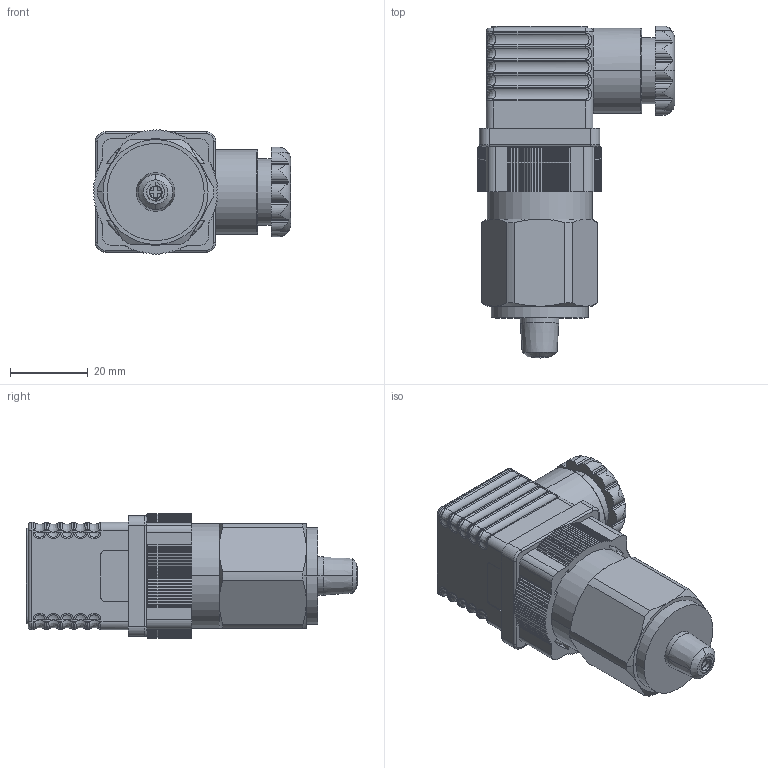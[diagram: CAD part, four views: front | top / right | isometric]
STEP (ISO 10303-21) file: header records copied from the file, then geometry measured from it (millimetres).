
FILE_DESCRIPTION (( 'STEP AP214' ), '1' );
FILE_NAME ('3821119.STEP', '2016-12-09T11:03:41', ( '' ), ( '' ), 'SwSTEP 2.0', 'SolidWorks 2010', '' );
FILE_SCHEMA (( 'AUTOMOTIVE_DESIGN' ));
Length unit declared in the file: millimetre
Products named in the file (1): 3821119
Bounding box: 50.75 x 85.45 x 32 mm (x, y, z)
Surface area: 14707.7 mm2 (no closed solid volume)
Topology: 0 solids, 8 shells, 667 faces, 1923 edges, 1226 vertices
Faces by surface type: plane 272, cylinder 232, bspline 91, torus 44, cone 18, sphere 10
Entity records: 37372 total; most frequent: CARTESIAN_POINT 13085, ORIENTED_EDGE 3620, DIRECTION 3384, EDGE_CURVE 1919, VERTEX_POINT 1226, AXIS2_PLACEMENT_3D 1188, LINE 1008, VECTOR 1008
